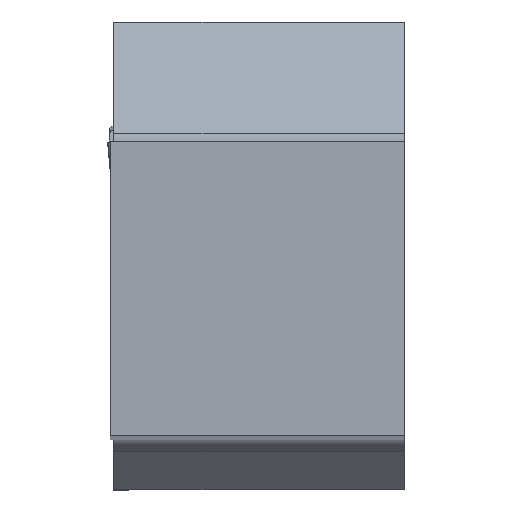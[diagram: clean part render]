
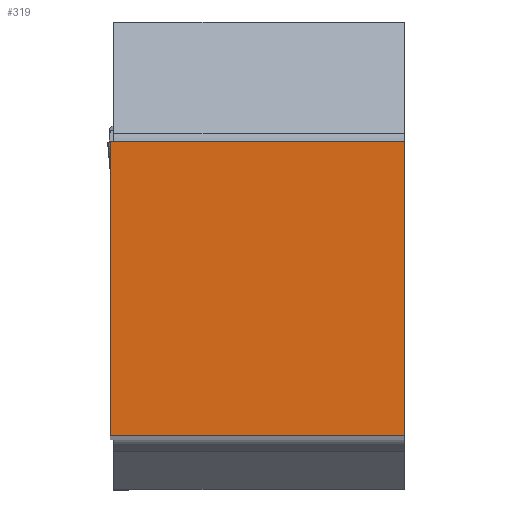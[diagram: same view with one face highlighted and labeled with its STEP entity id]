
A CAD part, top view. The second image highlights one B-rep face of the part: STEP entity #319.
In plain terms, the highlighted planar face has unit normal (0, 0, 1).
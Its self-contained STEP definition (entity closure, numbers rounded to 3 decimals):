
#319=ADVANCED_FACE('CU_BACK_SU1',(#489),#425,.F.);
#425=PLANE('',#2224);
#489=FACE_OUTER_BOUND('',#603,.T.);
#603=EDGE_LOOP('',(#861,#862,#863,#864));
#861=ORIENTED_EDGE('',*,*,#1596,.T.);
#862=ORIENTED_EDGE('',*,*,#1520,.T.);
#863=ORIENTED_EDGE('',*,*,#1597,.T.);
#864=ORIENTED_EDGE('',*,*,#1583,.F.);
#1324=VERTEX_POINT('',#2871);
#1325=VERTEX_POINT('',#2873);
#1372=VERTEX_POINT('',#3035);
#1373=VERTEX_POINT('',#3037);
#1520=EDGE_CURVE('',#1325,#1324,#1815,.T.);
#1583=EDGE_CURVE('',#1372,#1373,#1860,.T.);
#1596=EDGE_CURVE('',#1372,#1325,#1869,.T.);
#1597=EDGE_CURVE('',#1324,#1373,#1870,.T.);
#1815=LINE('',#2872,#1982);
#1860=LINE('',#3036,#2027);
#1869=LINE('',#3063,#2036);
#1870=LINE('',#3064,#2037);
#1982=VECTOR('',#2379,1.);
#2027=VECTOR('',#2482,1.);
#2036=VECTOR('',#2521,1.);
#2037=VECTOR('',#2522,1.);
#2224=AXIS2_PLACEMENT_3D('',#3065,#2523,#2524);
#2379=DIRECTION('',(0.,1.,0.));
#2482=DIRECTION('',(0.,1.,0.));
#2521=DIRECTION('',(1.,0.,0.));
#2522=DIRECTION('',(-1.,0.,0.));
#2523=DIRECTION('',(0.,0.,-1.));
#2524=DIRECTION('',(-1.,0.,0.));
#2871=CARTESIAN_POINT('',(0.,11.9,0.));
#2872=CARTESIAN_POINT('',(0.,31.9,0.));
#2873=CARTESIAN_POINT('',(0.,0.,0.));
#3035=CARTESIAN_POINT('',(-11.9,0.,0.));
#3036=CARTESIAN_POINT('',(-11.9,31.9,0.));
#3037=CARTESIAN_POINT('',(-11.9,11.9,0.));
#3063=CARTESIAN_POINT('',(22.595,0.,0.));
#3064=CARTESIAN_POINT('',(22.595,11.9,0.));
#3065=CARTESIAN_POINT('',(22.595,31.9,0.));
